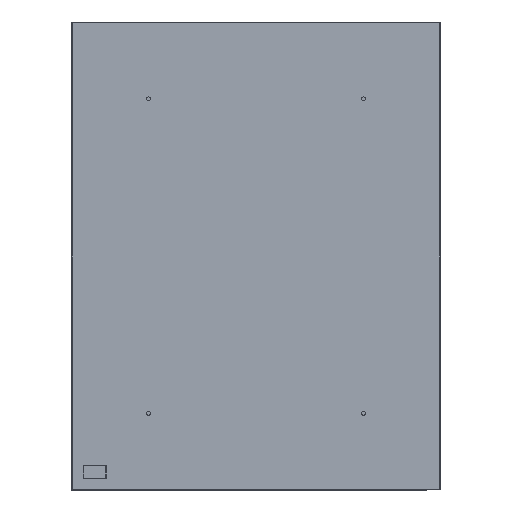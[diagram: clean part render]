
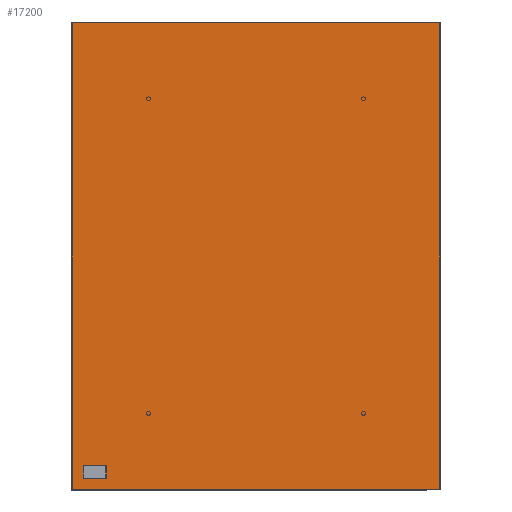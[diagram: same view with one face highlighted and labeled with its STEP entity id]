
A CAD part, left-side view. The second image highlights one B-rep face of the part: STEP entity #17200.
In plain terms, the highlighted planar face has unit normal (-1, 0, 0).
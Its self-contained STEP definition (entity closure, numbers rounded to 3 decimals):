
#16839=CARTESIAN_POINT('',(8079.163,7494.558,1.131));
#16840=VERTEX_POINT('',#16839);
#16841=CARTESIAN_POINT('',(8079.163,7494.558,608.369));
#16842=VERTEX_POINT('',#16841);
#16843=CARTESIAN_POINT('',(8079.163,7494.558,1.131));
#16844=DIRECTION('',(0.0,0.0,1.0));
#16845=VECTOR('',#16844,607.237);
#16846=LINE('',#16843,#16845);
#16847=EDGE_CURVE('',#16840,#16842,#16846,.T.);
#16879=CARTESIAN_POINT('',(8079.163,7494.226,608.7));
#16880=VERTEX_POINT('',#16879);
#16881=CARTESIAN_POINT('',(8079.163,7494.558,608.369));
#16882=DIRECTION('',(0.0,-0.707,0.707));
#16883=VECTOR('',#16882,0.469);
#16884=LINE('',#16881,#16883);
#16885=EDGE_CURVE('',#16842,#16880,#16884,.T.);
#16910=CARTESIAN_POINT('',(8079.163,7016.489,608.7));
#16911=VERTEX_POINT('',#16910);
#16912=CARTESIAN_POINT('',(8079.163,7494.226,608.7));
#16913=DIRECTION('',(0.0,-1.0,0.0));
#16914=VECTOR('',#16913,477.737);
#16915=LINE('',#16912,#16914);
#16916=EDGE_CURVE('',#16880,#16911,#16915,.T.);
#16950=CARTESIAN_POINT('',(8079.163,7016.158,608.369));
#16951=VERTEX_POINT('',#16950);
#16952=CARTESIAN_POINT('',(8079.163,7016.489,608.7));
#16953=DIRECTION('',(0.0,-0.707,-0.707));
#16954=VECTOR('',#16953,0.469);
#16955=LINE('',#16952,#16954);
#16956=EDGE_CURVE('',#16911,#16951,#16955,.T.);
#16981=CARTESIAN_POINT('',(8079.163,7016.158,1.131));
#16982=VERTEX_POINT('',#16981);
#16983=CARTESIAN_POINT('',(8079.163,7016.158,608.369));
#16984=DIRECTION('',(0.0,0.0,-1.0));
#16985=VECTOR('',#16984,607.237);
#16986=LINE('',#16983,#16985);
#16987=EDGE_CURVE('',#16951,#16982,#16986,.T.);
#17012=CARTESIAN_POINT('',(8079.163,7016.489,0.8));
#17013=VERTEX_POINT('',#17012);
#17014=CARTESIAN_POINT('',(8079.163,7016.158,1.131));
#17015=DIRECTION('',(0.0,0.707,-0.707));
#17016=VECTOR('',#17015,0.469);
#17017=LINE('',#17014,#17016);
#17018=EDGE_CURVE('',#16982,#17013,#17017,.T.);
#17043=CARTESIAN_POINT('',(8079.163,7494.226,0.8));
#17044=VERTEX_POINT('',#17043);
#17045=CARTESIAN_POINT('',(8079.163,7016.489,0.8));
#17046=DIRECTION('',(0.0,1.0,0.0));
#17047=VECTOR('',#17046,477.737);
#17048=LINE('',#17045,#17047);
#17049=EDGE_CURVE('',#17013,#17044,#17048,.T.);
#17072=CARTESIAN_POINT('',(8079.163,7494.226,0.8));
#17073=DIRECTION('',(0.0,0.707,0.707));
#17074=VECTOR('',#17073,0.469);
#17075=LINE('',#17072,#17074);
#17076=EDGE_CURVE('',#17044,#16840,#17075,.T.);
#17185=CARTESIAN_POINT('',(8079.163,7255.358,0.799));
#17186=DIRECTION('',(-1.0,0.0,0.0));
#17187=DIRECTION('',(0.0,0.0,1.0));
#17188=AXIS2_PLACEMENT_3D('',#17185,#17186,#17187);
#17189=PLANE('',#17188);
#17190=ORIENTED_EDGE('',*,*,#16847,.F.);
#17191=ORIENTED_EDGE('',*,*,#17076,.F.);
#17192=ORIENTED_EDGE('',*,*,#17049,.F.);
#17193=ORIENTED_EDGE('',*,*,#17018,.F.);
#17194=ORIENTED_EDGE('',*,*,#16987,.F.);
#17195=ORIENTED_EDGE('',*,*,#16956,.F.);
#17196=ORIENTED_EDGE('',*,*,#16916,.F.);
#17197=ORIENTED_EDGE('',*,*,#16885,.F.);
#17198=EDGE_LOOP('',(#17190,#17191,#17192,#17193,#17194,#17195,#17196,#17197));
#17199=FACE_OUTER_BOUND('',#17198,.T.);
#17200=ADVANCED_FACE('',(#17199),#17189,.T.);
